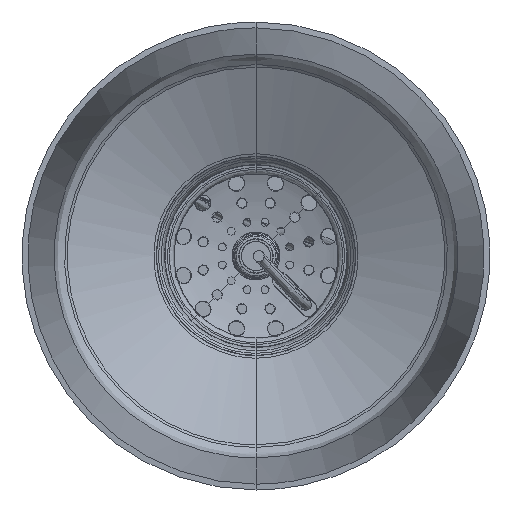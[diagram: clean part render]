
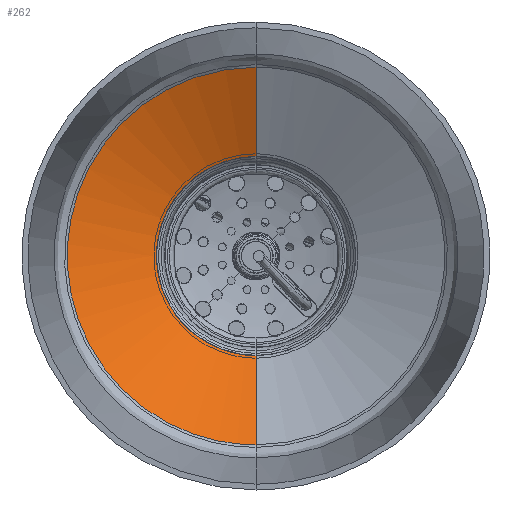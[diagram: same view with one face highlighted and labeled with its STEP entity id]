
A CAD part, front view. The second image highlights one B-rep face of the part: STEP entity #262.
In plain terms, the highlighted free-form (B-spline) face has degree [1, 2] with [2, 9] control points.
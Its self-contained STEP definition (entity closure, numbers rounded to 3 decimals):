
#262=ADVANCED_FACE('',(#441),#2909,.T.);
#441=FACE_OUTER_BOUND('',#678,.T.);
#678=EDGE_LOOP('',(#1398,#1399,#1400,#1401));
#1398=ORIENTED_EDGE('',*,*,#1984,.F.);
#1399=ORIENTED_EDGE('',*,*,#1982,.T.);
#1400=ORIENTED_EDGE('',*,*,#1985,.F.);
#1401=ORIENTED_EDGE('',*,*,#1940,.F.);
#1940=EDGE_CURVE('',#2723,#2720,#2419,.T.);
#1982=EDGE_CURVE('',#2751,#2750,#2451,.T.);
#1984=EDGE_CURVE('',#2751,#2723,#2184,.T.);
#1985=EDGE_CURVE('',#2720,#2750,#2185,.T.);
#2184=B_SPLINE_CURVE_WITH_KNOTS('',1,(#9553,#9554),.UNSPECIFIED.,.F.,.F.,
(2,2),(-42.4,0.),.UNSPECIFIED.);
#2185=B_SPLINE_CURVE_WITH_KNOTS('',1,(#9555,#9556),.UNSPECIFIED.,.F.,.F.,
(2,2),(0.,42.4),.UNSPECIFIED.);
#2419=(
BOUNDED_CURVE()
B_SPLINE_CURVE(2,(#9391,#9392,#9393,#9394,#9395),.UNSPECIFIED.,.F.,.F.)
B_SPLINE_CURVE_WITH_KNOTS((3,2,3),(-133.746,-66.873,
0.),.UNSPECIFIED.)
CURVE()
GEOMETRIC_REPRESENTATION_ITEM()
RATIONAL_B_SPLINE_CURVE((1.,0.707,1.,0.707,1.))
REPRESENTATION_ITEM('')
);
#2451=(
BOUNDED_CURVE()
B_SPLINE_CURVE(2,(#9545,#9546,#9547,#9548,#9549),.UNSPECIFIED.,.F.,.F.)
B_SPLINE_CURVE_WITH_KNOTS((3,2,3),(-253.47,-126.735,
0.),.UNSPECIFIED.)
CURVE()
GEOMETRIC_REPRESENTATION_ITEM()
RATIONAL_B_SPLINE_CURVE((1.,0.707,1.,0.707,1.))
REPRESENTATION_ITEM('')
);
#2720=VERTEX_POINT('',#9318);
#2723=VERTEX_POINT('',#9321);
#2750=VERTEX_POINT('',#9348);
#2751=VERTEX_POINT('',#9349);
#2909=(
BOUNDED_SURFACE()
B_SPLINE_SURFACE(1,2,((#7666,#7667,#7668,#7669,#7670,#7671,#7672,#7673,
#7674),(#7675,#7676,#7677,#7678,#7679,#7680,#7681,#7682,#7683)),
 .UNSPECIFIED.,.F.,.F.,.F.)
B_SPLINE_SURFACE_WITH_KNOTS((2,2),(3,2,2,2,3),(0.,98.746),(0.,
139.412,278.824,418.236,557.649),
 .UNSPECIFIED.)
GEOMETRIC_REPRESENTATION_ITEM()
RATIONAL_B_SPLINE_SURFACE(((1.,0.707,1.,0.707,1.,
0.707,1.,0.707,1.),(1.,0.707,1.,0.707,
1.,0.707,1.,0.707,1.)))
REPRESENTATION_ITEM('')
SURFACE()
);
#7666=CARTESIAN_POINT('',(0.,-27.501,0.));
#7667=CARTESIAN_POINT('',(0.,-27.501,0.));
#7668=CARTESIAN_POINT('',(0.,-27.501,0.));
#7669=CARTESIAN_POINT('',(0.,-27.501,0.));
#7670=CARTESIAN_POINT('',(0.,-27.501,0.));
#7671=CARTESIAN_POINT('',(0.,-27.501,0.));
#7672=CARTESIAN_POINT('',(0.,-27.501,0.));
#7673=CARTESIAN_POINT('',(0.,-27.501,0.));
#7674=CARTESIAN_POINT('',(0.,-27.501,0.));
#7675=CARTESIAN_POINT('',(88.753,-70.789,0.));
#7676=CARTESIAN_POINT('',(88.753,-70.789,88.753));
#7677=CARTESIAN_POINT('',(0.,-70.789,88.753));
#7678=CARTESIAN_POINT('',(-88.753,-70.789,88.753));
#7679=CARTESIAN_POINT('',(-88.753,-70.789,0.));
#7680=CARTESIAN_POINT('',(-88.753,-70.789,-88.753));
#7681=CARTESIAN_POINT('',(0.,-70.789,-88.753));
#7682=CARTESIAN_POINT('',(88.753,-70.789,-88.753));
#7683=CARTESIAN_POINT('',(88.753,-70.789,0.));
#9318=CARTESIAN_POINT('',(0.,-48.265,-42.573));
#9321=CARTESIAN_POINT('',(0.,-48.265,42.573));
#9348=CARTESIAN_POINT('',(0.,-66.853,-80.682));
#9349=CARTESIAN_POINT('',(0.,-66.853,80.682));
#9391=CARTESIAN_POINT('',(0.,-48.265,42.573));
#9392=CARTESIAN_POINT('',(-42.573,-48.265,42.573));
#9393=CARTESIAN_POINT('',(-42.573,-48.265,0.));
#9394=CARTESIAN_POINT('',(-42.573,-48.265,-42.573));
#9395=CARTESIAN_POINT('',(0.,-48.265,-42.573));
#9545=CARTESIAN_POINT('',(0.,-66.853,80.682));
#9546=CARTESIAN_POINT('',(-80.682,-66.853,80.682));
#9547=CARTESIAN_POINT('',(-80.682,-66.853,0.));
#9548=CARTESIAN_POINT('',(-80.682,-66.853,-80.682));
#9549=CARTESIAN_POINT('',(0.,-66.853,-80.682));
#9553=CARTESIAN_POINT('',(0.,-66.853,80.682));
#9554=CARTESIAN_POINT('',(0.,-48.265,42.573));
#9555=CARTESIAN_POINT('',(0.,-48.265,-42.573));
#9556=CARTESIAN_POINT('',(0.,-66.853,-80.682));
